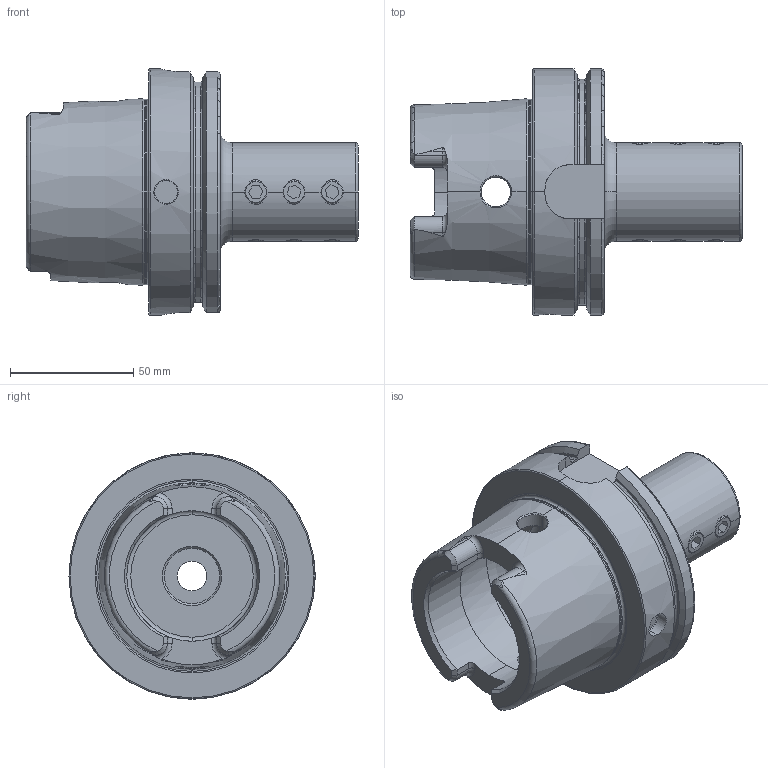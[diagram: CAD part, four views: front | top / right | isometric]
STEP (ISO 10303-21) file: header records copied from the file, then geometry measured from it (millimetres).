
FILE_DESCRIPTION (( 'STEP AP214' ), '1' );
FILE_NAME ('HA0.B16.K01.085.STEP', '2011-10-06T12:27:13', ( 'SwiAdmin' ), ( '' ), 'SwSTEP 2.0', 'SolidWorks 2011', '' );
FILE_SCHEMA (( 'AUTOMOTIVE_DESIGN' ));
Length unit declared in the file: millimetre
Products named in the file (3): HA0-B16.K01.085_A_Fertigbearbeitung; W10-ER1.001.012_Default; HA0.B16.K01.085
Assembly tree (10 placements, depth 2):
  HA0.B16.K01.085
    W10-ER1.001.012_Default  x9
    HA0-B16.K01.085_A_Fertigbearbeitung
Bounding box: 134.9 x 100 x 100 mm (x, y, z)
Volume: 313872.5 mm3; surface area: 66403.3 mm2
Topology: 10 solids, 10 shells, 331 faces, 843 edges, 522 vertices
Faces by surface type: plane 122, cylinder 86, cone 80, torus 39, bspline 4
Entity records: 10242 total; most frequent: CARTESIAN_POINT 3768, ORIENTED_EDGE 1074, DIRECTION 963, EDGE_CURVE 537, AXIS2_PLACEMENT_3D 387, VERTEX_POINT 338, EDGE_LOOP 211, FACE_OUTER_BOUND 195
